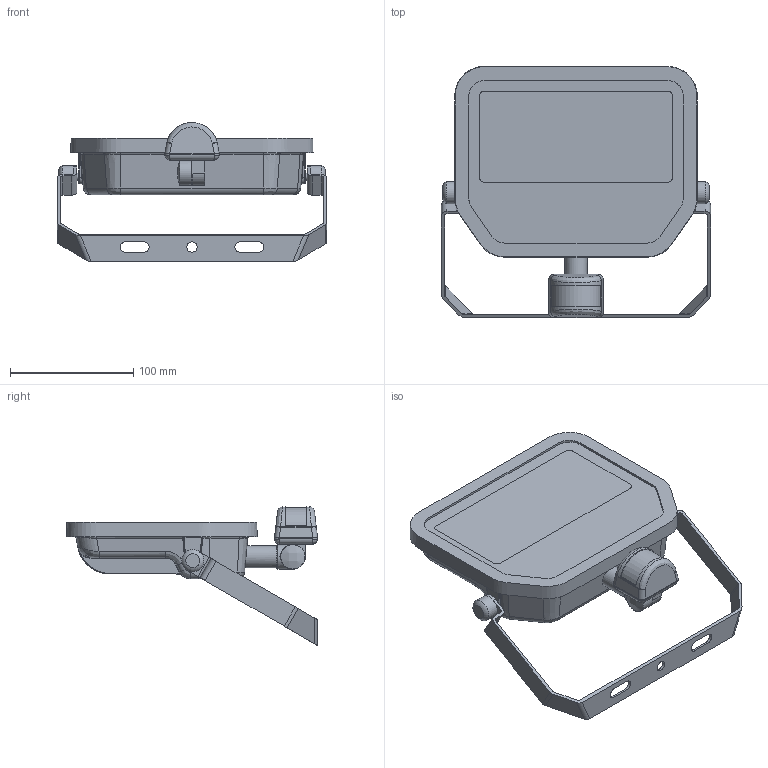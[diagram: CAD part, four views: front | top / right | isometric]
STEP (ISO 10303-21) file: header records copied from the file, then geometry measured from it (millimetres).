
FILE_DESCRIPTION (( 'STEP AP214' ), '1' );
FILE_NAME ('FL_G3_SEN_50W.STEP', '2023-05-02T09:15:33', ( '' ), ( '' ), 'SwSTEP 2.0', 'SolidWorks 2020', '' );
FILE_SCHEMA (( 'AUTOMOTIVE_DESIGN' ));
Length unit declared in the file: millimetre
Products named in the file (1): FL_G3_SEN_50W
Bounding box: 218.4 x 203.8 x 112.6 mm (x, y, z)
Volume: 852214.4 mm3; surface area: 215867.2 mm2
Topology: 10 solids, 11 shells, 715 faces, 1850 edges, 1146 vertices
Faces by surface type: bspline 257, cylinder 249, plane 197, cone 8, torus 4
Full cylindrical faces by diameter (mm): 5.8 x2, 6 x2, 18 x1, 18.141 x2
Entity records: 48744 total; most frequent: CARTESIAN_POINT 27273, ORIENTED_EDGE 3612, EDGE_CURVE 1806, DIRECTION 1601, VERTEX_POINT 1139, B_SPLINE_CURVE_WITH_KNOTS 1057, EDGE_LOOP 755, FACE_OUTER_BOUND 728
